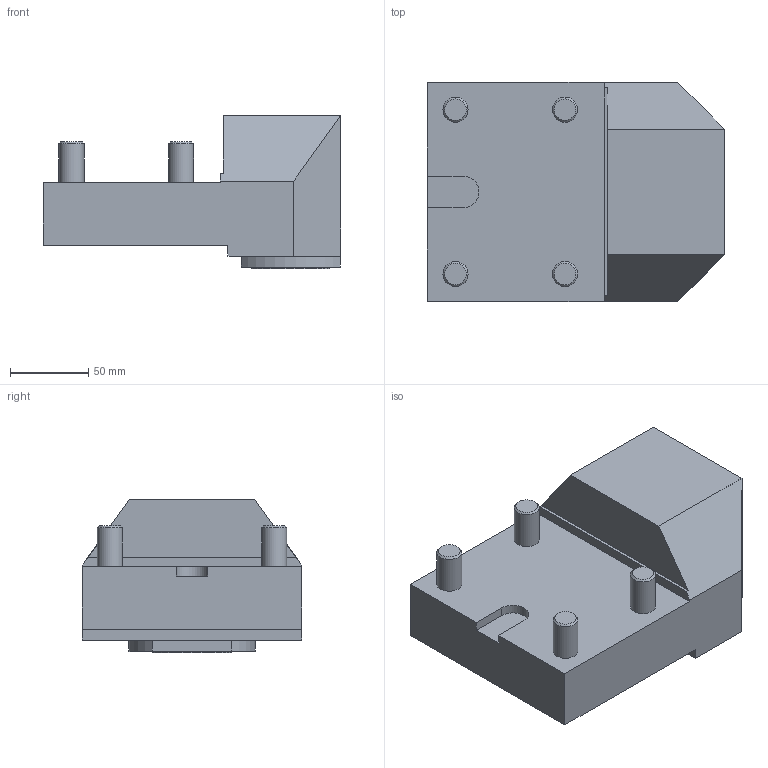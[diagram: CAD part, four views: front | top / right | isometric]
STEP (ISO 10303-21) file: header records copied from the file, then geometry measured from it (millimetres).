
FILE_DESCRIPTION(/* description */ (''),/* implementation_level */ '2;1');
FILE_NAME(/* name */ '1597067569236.stp',/* time_stamp */ '2020-08-10T15:52:55+02:00',/* author */ (''),/* organization */ ('SMS'),/* preprocessor_version */ 'ST-DEVELOPER v16.7',/* originating_system */ 'SIEMENS PLM Software NX 12.0',/* authorisation */ '');
FILE_SCHEMA (('AUTOMOTIVE_DESIGN { 1 0 10303 214 3 1 1 1 }'));
Length unit declared in the file: millimetre
Products named in the file (1): 201697579mod000_01
Bounding box: 190 x 140 x 98 mm (x, y, z)
Volume: 1461422.8 mm3; surface area: 103022.4 mm2
Topology: 1 solids, 2 shells, 57 faces, 131 edges, 88 vertices
Faces by surface type: plane 32, cone 14, cylinder 11
Full cylindrical faces by diameter (mm): 3 x1, 16 x4, 17.5 x1, 18.022 x1, 50 x1
Entity records: 1605 total; most frequent: CARTESIAN_POINT 310, DIRECTION 274, ORIENTED_EDGE 220, EDGE_CURVE 110, AXIS2_PLACEMENT_3D 104, VERTEX_POINT 79, EDGE_LOOP 78, LINE 66
